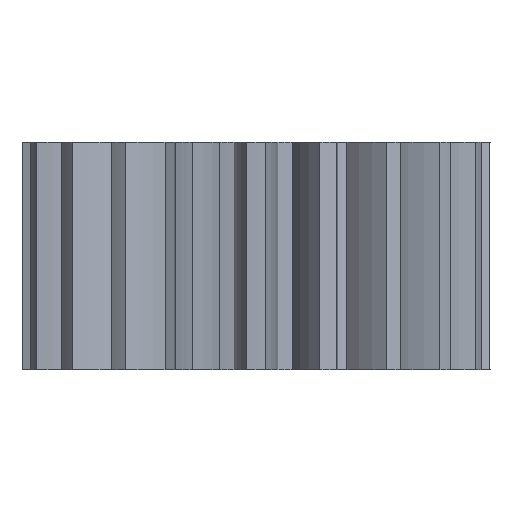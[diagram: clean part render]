
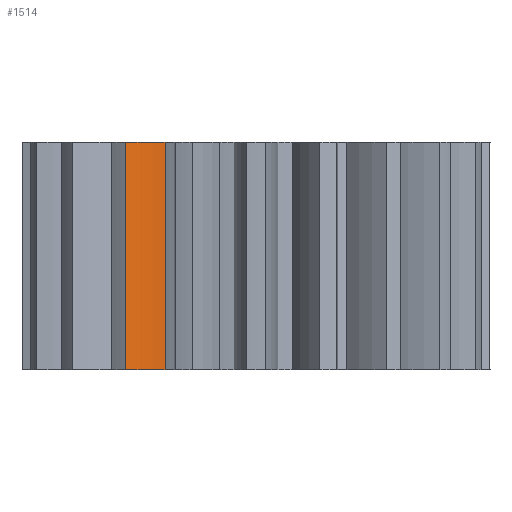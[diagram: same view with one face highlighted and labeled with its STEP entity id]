
A CAD part, left-side view. The second image highlights one B-rep face of the part: STEP entity #1514.
In plain terms, the highlighted cylindrical face has radius 9.308 mm (diameter 18.616 mm), a partial arc.
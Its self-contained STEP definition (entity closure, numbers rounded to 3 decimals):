
#24=CYLINDRICAL_SURFACE('',#1711,9.308);
#110=LINE('',#2638,#194);
#113=LINE('',#2648,#197);
#194=VECTOR('',#2066,10.);
#197=VECTOR('',#2077,10.);
#277=FACE_OUTER_BOUND('',#362,.T.);
#362=EDGE_LOOP('',(#1130,#1131,#1132,#1133));
#443=CIRCLE('',#1618,9.308);
#526=CIRCLE('',#1712,9.308);
#605=VERTEX_POINT('',#2449);
#606=VERTEX_POINT('',#2451);
#690=VERTEX_POINT('',#2637);
#693=VERTEX_POINT('',#2647);
#769=EDGE_CURVE('',#605,#606,#443,.T.);
#862=EDGE_CURVE('',#690,#606,#110,.T.);
#867=EDGE_CURVE('',#693,#605,#113,.T.);
#868=EDGE_CURVE('',#690,#693,#526,.T.);
#1130=ORIENTED_EDGE('',*,*,#867,.F.);
#1131=ORIENTED_EDGE('',*,*,#868,.F.);
#1132=ORIENTED_EDGE('',*,*,#862,.T.);
#1133=ORIENTED_EDGE('',*,*,#769,.F.);
#1514=ADVANCED_FACE('',(#277),#24,.T.);
#1618=AXIS2_PLACEMENT_3D('',#2452,#1874,#1875);
#1711=AXIS2_PLACEMENT_3D('',#2646,#2075,#2076);
#1712=AXIS2_PLACEMENT_3D('',#2649,#2078,#2079);
#1874=DIRECTION('center_axis',(0.,0.,1.));
#1875=DIRECTION('ref_axis',(-0.855,-0.518,0.));
#2066=DIRECTION('',(0.,0.,1.));
#2075=DIRECTION('center_axis',(0.,0.,1.));
#2076=DIRECTION('ref_axis',(-0.673,-0.74,0.));
#2077=DIRECTION('',(0.,0.,1.));
#2078=DIRECTION('center_axis',(0.,0.,-1.));
#2079=DIRECTION('ref_axis',(-0.673,-0.74,0.));
#2449=CARTESIAN_POINT('',(-10.286,6.873,12.));
#2451=CARTESIAN_POINT('',(-8.589,4.81,12.));
#2452=CARTESIAN_POINT('Origin',(-2.324,11.694,12.));
#2637=CARTESIAN_POINT('',(-8.589,4.81,0.));
#2638=CARTESIAN_POINT('',(-8.589,4.81,0.));
#2646=CARTESIAN_POINT('Origin',(-2.324,11.694,0.));
#2647=CARTESIAN_POINT('',(-10.286,6.873,0.));
#2648=CARTESIAN_POINT('',(-10.286,6.873,6.));
#2649=CARTESIAN_POINT('Origin',(-2.324,11.694,0.));
